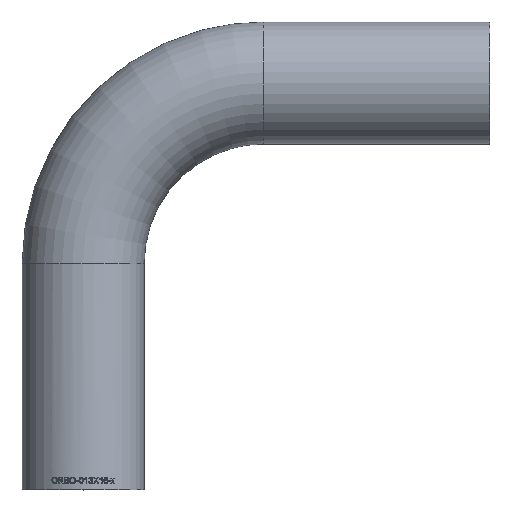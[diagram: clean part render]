
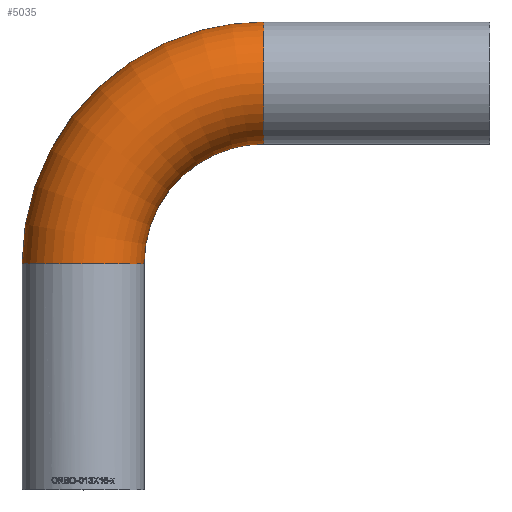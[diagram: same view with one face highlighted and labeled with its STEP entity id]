
A CAD part, top view. The second image highlights one B-rep face of the part: STEP entity #5035.
In plain terms, the highlighted toroidal (fillet/blend) face has major radius 20 mm and minor radius 6.75 mm.
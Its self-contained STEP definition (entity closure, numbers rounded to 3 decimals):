
#1013 = TOROIDAL_SURFACE ( 'NONE', #4359, 20., 6.75 ) ;
#2254 = ORIENTED_EDGE ( 'NONE', *, *, #3217, .T. ) ;
#2286 = CARTESIAN_POINT ( 'NONE',  ( 0., 45., 0. ) ) ;
#2351 = VERTEX_POINT ( 'NONE', #5029 ) ;
#2574 = EDGE_LOOP ( 'NONE', ( #2254 ) ) ;
#3049 = DIRECTION ( 'NONE',  ( 0., 0., 1. ) ) ;
#3217 = EDGE_CURVE ( 'NONE', #2351, #2351, #11881, .T. ) ;
#3453 = DIRECTION ( 'NONE',  ( -1., 0., 0. ) ) ;
#3576 = FACE_OUTER_BOUND ( 'NONE', #2574, .T. ) ;
#3999 = DIRECTION ( 'NONE',  ( 0., 1., 0. ) ) ;
#4098 = VERTEX_POINT ( 'NONE', #7898 ) ;
#4359 = AXIS2_PLACEMENT_3D ( 'NONE', #9246, #6318, #3453 ) ;
#5029 = CARTESIAN_POINT ( 'NONE',  ( -20., 25., 6.75 ) ) ;
#5035 = ADVANCED_FACE ( 'NONE', ( #9374, #3576 ), #1013, .T. ) ;
#5326 = AXIS2_PLACEMENT_3D ( 'NONE', #2286, #7384, #8383 ) ;
#5349 = ORIENTED_EDGE ( 'NONE', *, *, #10388, .F. ) ;
#6318 = DIRECTION ( 'NONE',  ( 0., 0., -1. ) ) ;
#7384 = DIRECTION ( 'NONE',  ( 1., 0., 0. ) ) ;
#7655 = EDGE_LOOP ( 'NONE', ( #5349 ) ) ;
#7898 = CARTESIAN_POINT ( 'NONE',  ( 0., 45., 6.75 ) ) ;
#8383 = DIRECTION ( 'NONE',  ( 0., 0., 1. ) ) ;
#9246 = CARTESIAN_POINT ( 'NONE',  ( 0., 25., 0. ) ) ;
#9374 = FACE_OUTER_BOUND ( 'NONE', #7655, .T. ) ;
#9522 = CIRCLE ( 'NONE', #5326, 6.75 ) ;
#10388 = EDGE_CURVE ( 'NONE', #4098, #4098, #9522, .T. ) ;
#11614 = CARTESIAN_POINT ( 'NONE',  ( -20., 25., 0. ) ) ;
#11881 = CIRCLE ( 'NONE', #12064, 6.75 ) ;
#12064 = AXIS2_PLACEMENT_3D ( 'NONE', #11614, #3999, #3049 ) ;
